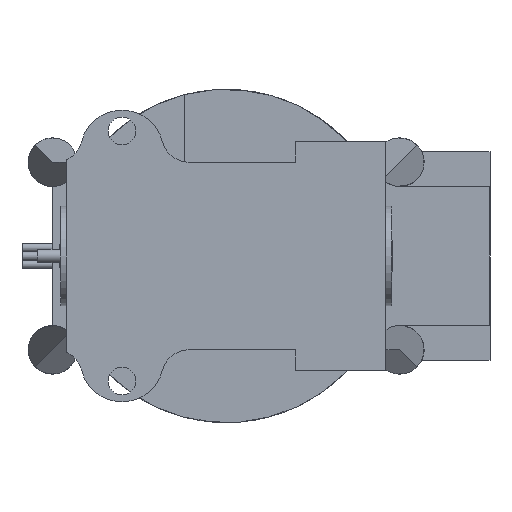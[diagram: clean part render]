
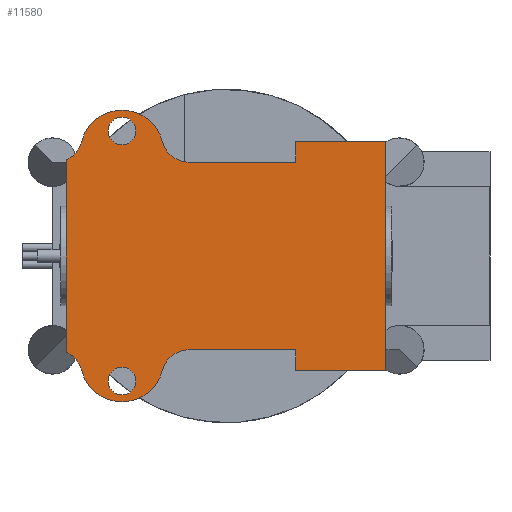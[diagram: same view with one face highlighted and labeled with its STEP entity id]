
A CAD part, front view. The second image highlights one B-rep face of the part: STEP entity #11580.
In plain terms, the highlighted planar face has unit normal (0, -1, 0).
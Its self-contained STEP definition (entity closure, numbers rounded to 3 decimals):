
#449=FACE_BOUND('',#2066,.T.);
#450=FACE_BOUND('',#2067,.T.);
#749=PLANE('',#12828);
#1358=FACE_OUTER_BOUND('',#2065,.T.);
#2065=EDGE_LOOP('',(#10088,#10089,#10090,#10091,#10092,#10093,#10094,#10095,
#10096,#10097,#10098,#10099,#10100,#10101));
#2066=EDGE_LOOP('',(#10102));
#2067=EDGE_LOOP('',(#10103));
#2997=LINE('',#19762,#3987);
#2998=LINE('',#19770,#3988);
#2999=LINE('',#19772,#3989);
#3000=LINE('',#19774,#3990);
#3001=LINE('',#19776,#3991);
#3002=LINE('',#19778,#3992);
#3003=LINE('',#19780,#3993);
#3004=LINE('',#19782,#3994);
#3987=VECTOR('',#15771,10.);
#3988=VECTOR('',#15778,10.);
#3989=VECTOR('',#15779,10.);
#3990=VECTOR('',#15780,10.);
#3991=VECTOR('',#15781,10.);
#3992=VECTOR('',#15782,10.);
#3993=VECTOR('',#15783,10.);
#3994=VECTOR('',#15784,10.);
#4629=CIRCLE('',#12826,4.);
#4631=CIRCLE('',#12829,4.);
#4632=CIRCLE('',#12830,6.);
#4633=CIRCLE('',#12831,4.);
#4634=CIRCLE('',#12832,4.);
#4635=CIRCLE('',#12833,6.);
#4636=CIRCLE('',#12834,2.);
#4637=CIRCLE('',#12835,2.);
#5580=VERTEX_POINT('',#19752);
#5582=VERTEX_POINT('',#19755);
#5584=VERTEX_POINT('',#19761);
#5585=VERTEX_POINT('',#19763);
#5586=VERTEX_POINT('',#19765);
#5587=VERTEX_POINT('',#19767);
#5588=VERTEX_POINT('',#19769);
#5589=VERTEX_POINT('',#19771);
#5590=VERTEX_POINT('',#19773);
#5591=VERTEX_POINT('',#19775);
#5592=VERTEX_POINT('',#19777);
#5593=VERTEX_POINT('',#19779);
#5594=VERTEX_POINT('',#19781);
#5595=VERTEX_POINT('',#19783);
#5596=VERTEX_POINT('',#19786);
#5597=VERTEX_POINT('',#19788);
#7127=EDGE_CURVE('',#5580,#5582,#4629,.T.);
#7130=EDGE_CURVE('',#5584,#5580,#2997,.T.);
#7131=EDGE_CURVE('',#5585,#5584,#4631,.T.);
#7132=EDGE_CURVE('',#5585,#5586,#4632,.T.);
#7133=EDGE_CURVE('',#5587,#5586,#4633,.T.);
#7134=EDGE_CURVE('',#5588,#5587,#2998,.T.);
#7135=EDGE_CURVE('',#5588,#5589,#2999,.T.);
#7136=EDGE_CURVE('',#5589,#5590,#3000,.T.);
#7137=EDGE_CURVE('',#5591,#5590,#3001,.T.);
#7138=EDGE_CURVE('',#5591,#5592,#3002,.T.);
#7139=EDGE_CURVE('',#5592,#5593,#3003,.T.);
#7140=EDGE_CURVE('',#5594,#5593,#3004,.T.);
#7141=EDGE_CURVE('',#5595,#5594,#4634,.T.);
#7142=EDGE_CURVE('',#5595,#5582,#4635,.T.);
#7143=EDGE_CURVE('',#5596,#5596,#4636,.T.);
#7144=EDGE_CURVE('',#5597,#5597,#4637,.T.);
#10088=ORIENTED_EDGE('',*,*,#7130,.F.);
#10089=ORIENTED_EDGE('',*,*,#7131,.F.);
#10090=ORIENTED_EDGE('',*,*,#7132,.T.);
#10091=ORIENTED_EDGE('',*,*,#7133,.F.);
#10092=ORIENTED_EDGE('',*,*,#7134,.F.);
#10093=ORIENTED_EDGE('',*,*,#7135,.T.);
#10094=ORIENTED_EDGE('',*,*,#7136,.T.);
#10095=ORIENTED_EDGE('',*,*,#7137,.F.);
#10096=ORIENTED_EDGE('',*,*,#7138,.T.);
#10097=ORIENTED_EDGE('',*,*,#7139,.T.);
#10098=ORIENTED_EDGE('',*,*,#7140,.F.);
#10099=ORIENTED_EDGE('',*,*,#7141,.F.);
#10100=ORIENTED_EDGE('',*,*,#7142,.T.);
#10101=ORIENTED_EDGE('',*,*,#7127,.F.);
#10102=ORIENTED_EDGE('',*,*,#7143,.T.);
#10103=ORIENTED_EDGE('',*,*,#7144,.T.);
#11580=ADVANCED_FACE('',(#1358,#449,#450),#749,.T.);
#12826=AXIS2_PLACEMENT_3D('',#19756,#15764,#15765);
#12828=AXIS2_PLACEMENT_3D('',#19760,#15769,#15770);
#12829=AXIS2_PLACEMENT_3D('',#19764,#15772,#15773);
#12830=AXIS2_PLACEMENT_3D('',#19766,#15774,#15775);
#12831=AXIS2_PLACEMENT_3D('',#19768,#15776,#15777);
#12832=AXIS2_PLACEMENT_3D('',#19784,#15785,#15786);
#12833=AXIS2_PLACEMENT_3D('',#19785,#15787,#15788);
#12834=AXIS2_PLACEMENT_3D('',#19787,#15789,#15790);
#12835=AXIS2_PLACEMENT_3D('',#19789,#15791,#15792);
#15764=DIRECTION('center_axis',(0.,-1.,0.));
#15765=DIRECTION('ref_axis',(0.612,0.,-0.791));
#15769=DIRECTION('center_axis',(0.,-1.,0.));
#15770=DIRECTION('ref_axis',(0.,0.,-1.));
#15771=DIRECTION('',(0.,0.,1.));
#15772=DIRECTION('center_axis',(0.,-1.,0.));
#15773=DIRECTION('ref_axis',(0.612,0.,0.791));
#15774=DIRECTION('center_axis',(0.,-1.,0.));
#15775=DIRECTION('ref_axis',(1.,0.,0.));
#15776=DIRECTION('center_axis',(0.,-1.,0.));
#15777=DIRECTION('ref_axis',(-0.612,0.,0.791));
#15778=DIRECTION('',(-1.,0.,0.));
#15779=DIRECTION('',(0.,0.,-1.));
#15780=DIRECTION('',(1.,0.,0.));
#15781=DIRECTION('',(0.,0.,-1.));
#15782=DIRECTION('',(-1.,0.,0.));
#15783=DIRECTION('',(0.,0.,-1.));
#15784=DIRECTION('',(1.,0.,0.));
#15785=DIRECTION('center_axis',(0.,-1.,0.));
#15786=DIRECTION('ref_axis',(-0.612,0.,-0.791));
#15787=DIRECTION('center_axis',(0.,-1.,0.));
#15788=DIRECTION('ref_axis',(1.,0.,0.));
#15789=DIRECTION('center_axis',(0.,1.,0.));
#15790=DIRECTION('ref_axis',(1.,0.,0.));
#15791=DIRECTION('center_axis',(0.,1.,0.));
#15792=DIRECTION('ref_axis',(1.,0.,0.));
#19752=CARTESIAN_POINT('',(-23.,-6.,13.871));
#19755=CARTESIAN_POINT('',(-20.809,-6.,16.5));
#19756=CARTESIAN_POINT('Origin',(-24.682,-6.,17.5));
#19760=CARTESIAN_POINT('Origin',(0.,-6.,0.));
#19761=CARTESIAN_POINT('',(-23.,-6.,-13.871));
#19762=CARTESIAN_POINT('',(-23.,-6.,6.25));
#19763=CARTESIAN_POINT('',(-20.809,-6.,-16.5));
#19764=CARTESIAN_POINT('Origin',(-24.682,-6.,-17.5));
#19765=CARTESIAN_POINT('',(-9.191,-6.,-16.5));
#19766=CARTESIAN_POINT('Origin',(-15.,-6.,-15.));
#19767=CARTESIAN_POINT('',(-5.318,-6.,-13.5));
#19768=CARTESIAN_POINT('Origin',(-5.318,-6.,-17.5));
#19769=CARTESIAN_POINT('',(10.,-6.,-13.5));
#19770=CARTESIAN_POINT('',(25.,-6.,-13.5));
#19771=CARTESIAN_POINT('',(10.,-6.,-16.5));
#19772=CARTESIAN_POINT('',(10.,-6.,-15.));
#19773=CARTESIAN_POINT('',(23.,-6.,-16.5));
#19774=CARTESIAN_POINT('',(17.5,-6.,-16.5));
#19775=CARTESIAN_POINT('',(23.,-6.,16.5));
#19776=CARTESIAN_POINT('',(23.,-6.,-6.25));
#19777=CARTESIAN_POINT('',(10.,-6.,16.5));
#19778=CARTESIAN_POINT('',(17.5,-6.,16.5));
#19779=CARTESIAN_POINT('',(10.,-6.,13.5));
#19780=CARTESIAN_POINT('',(10.,-6.,15.));
#19781=CARTESIAN_POINT('',(-5.318,-6.,13.5));
#19782=CARTESIAN_POINT('',(-25.,-6.,13.5));
#19783=CARTESIAN_POINT('',(-9.191,-6.,16.5));
#19784=CARTESIAN_POINT('Origin',(-5.318,-6.,17.5));
#19785=CARTESIAN_POINT('Origin',(-15.,-6.,15.));
#19786=CARTESIAN_POINT('',(-17.,-6.,-18.));
#19787=CARTESIAN_POINT('Origin',(-15.,-6.,-18.));
#19788=CARTESIAN_POINT('',(-17.,-6.,18.));
#19789=CARTESIAN_POINT('Origin',(-15.,-6.,18.));
